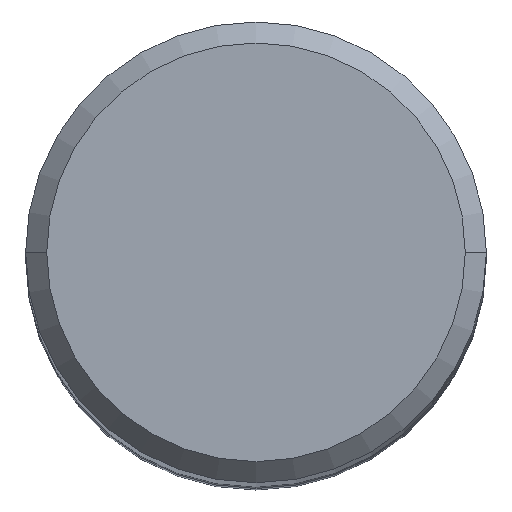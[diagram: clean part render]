
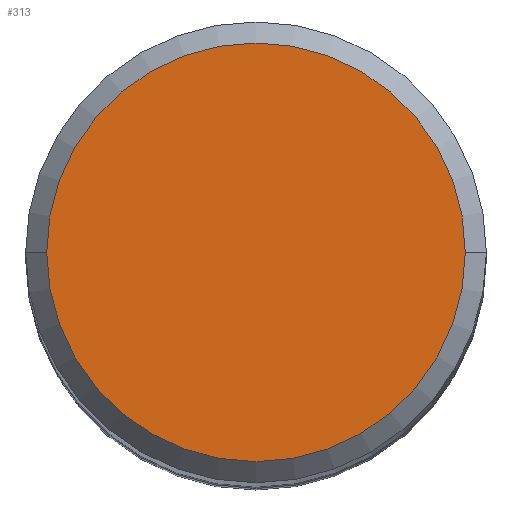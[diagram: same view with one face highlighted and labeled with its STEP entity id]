
A CAD part, top view. The second image highlights one B-rep face of the part: STEP entity #313.
In plain terms, the highlighted planar face has unit normal (0, 0, 1).
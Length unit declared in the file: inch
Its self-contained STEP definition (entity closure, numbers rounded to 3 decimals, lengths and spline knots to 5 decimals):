
#17 = AXIS2_PLACEMENT_3D ( 'NONE', #175, #301, #221 ) ;
#68 = AXIS2_PLACEMENT_3D ( 'NONE', #522, #156, #268 ) ;
#72 = CARTESIAN_POINT ( 'NONE',  ( 0.19875, 0., 0. ) ) ;
#86 = CARTESIAN_POINT ( 'NONE',  ( 0., 0., 0. ) ) ;
#87 = EDGE_CURVE ( 'NONE', #116, #553, #325, .T. ) ;
#89 = AXIS2_PLACEMENT_3D ( 'NONE', #86, #482, #441 ) ;
#116 = VERTEX_POINT ( 'NONE', #527 ) ;
#134 = EDGE_CURVE ( 'NONE', #553, #116, #547, .T. ) ;
#148 = ORIENTED_EDGE ( 'NONE', *, *, #134, .T. ) ;
#156 = DIRECTION ( 'NONE',  ( 0., 0., -1. ) ) ;
#175 = CARTESIAN_POINT ( 'NONE',  ( 0., 0., 0. ) ) ;
#221 = DIRECTION ( 'NONE',  ( 1., 0., 0. ) ) ;
#268 = DIRECTION ( 'NONE',  ( -1., 0., 0. ) ) ;
#278 = ORIENTED_EDGE ( 'NONE', *, *, #87, .T. ) ;
#287 = PLANE ( 'NONE',  #68 ) ;
#301 = DIRECTION ( 'NONE',  ( 0., 0., 1. ) ) ;
#313 = ADVANCED_FACE ( 'NONE', ( #474 ), #287, .F. ) ;
#321 = EDGE_LOOP ( 'NONE', ( #278, #148 ) ) ;
#325 = CIRCLE ( 'NONE', #17, 0.19875 ) ;
#441 = DIRECTION ( 'NONE',  ( 1., 0., 0. ) ) ;
#474 = FACE_OUTER_BOUND ( 'NONE', #321, .T. ) ;
#482 = DIRECTION ( 'NONE',  ( 0., 0., 1. ) ) ;
#522 = CARTESIAN_POINT ( 'NONE',  ( 0., 0.19875, 0. ) ) ;
#527 = CARTESIAN_POINT ( 'NONE',  ( -0.19875, 0., 0. ) ) ;
#547 = CIRCLE ( 'NONE', #89, 0.19875 ) ;
#553 = VERTEX_POINT ( 'NONE', #72 ) ;
